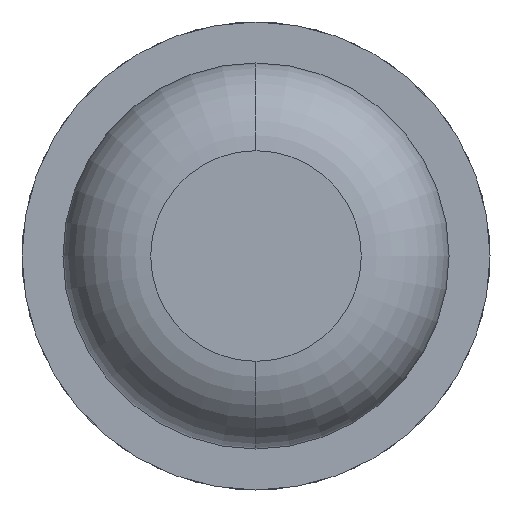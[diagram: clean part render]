
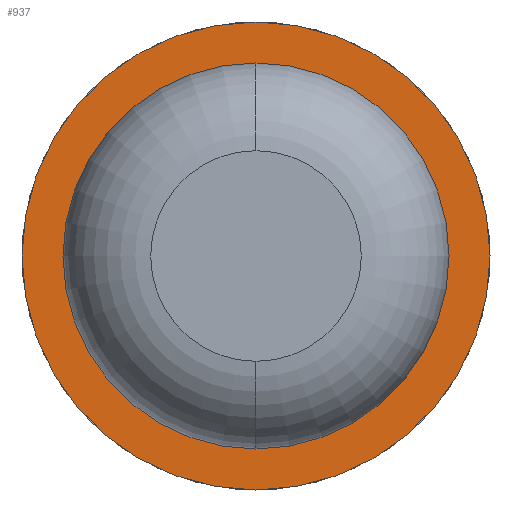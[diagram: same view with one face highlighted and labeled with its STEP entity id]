
A CAD part, front view. The second image highlights one B-rep face of the part: STEP entity #937.
In plain terms, the highlighted planar face has unit normal (0, -1, 0).
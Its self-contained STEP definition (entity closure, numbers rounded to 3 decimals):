
#35 = CARTESIAN_POINT ( 'NONE',  ( 0., -2., 0. ) ) ;
#143 = CIRCLE ( 'NONE', #2214, 0.825 ) ;
#274 = DIRECTION ( 'NONE',  ( -1., 0., 0. ) ) ;
#288 = CARTESIAN_POINT ( 'NONE',  ( 0.825, -2., 0. ) ) ;
#389 = FACE_OUTER_BOUND ( 'NONE', #934, .T. ) ;
#478 = CIRCLE ( 'NONE', #1127, 1. ) ;
#491 = ORIENTED_EDGE ( 'NONE', *, *, #754, .F. ) ;
#538 = VERTEX_POINT ( 'NONE', #1588 ) ;
#560 = AXIS2_PLACEMENT_3D ( 'NONE', #1733, #571, #1761 ) ;
#571 = DIRECTION ( 'NONE',  ( 0., 1., 0. ) ) ;
#754 = EDGE_CURVE ( 'Defeature ausgef�hrt1_2+Defeature ausgef�hrt1_1+Defeature ausgef�hrt1_1+Defeature ausgef�hrt1_1', #1866, #2171, #2920, .T. ) ;
#769 = DIRECTION ( 'NONE',  ( 0., 1., 0. ) ) ;
#800 = DIRECTION ( 'NONE',  ( -1., 0., 0. ) ) ;
#815 = PLANE ( 'NONE',  #2378 ) ;
#864 = EDGE_CURVE ( 'Defeature ausgef�hrt1_1+Defeature ausgef�hrt1_4+Defeature ausgef�hrt1_4+Defeature ausgef�hrt1_4', #1304, #538, #2075, .T. ) ;
#934 = EDGE_LOOP ( 'NONE', ( #2032, #491 ) ) ;
#937 = ADVANCED_FACE ( 'Defeature ausgef�hrt1_1', ( #389, #2117 ), #815, .F. ) ;
#939 = EDGE_CURVE ( 'Defeature ausgef�hrt1_1+Defeature ausgef�hrt1_4+Defeature ausgef�hrt1_4+Defeature ausgef�hrt1_4', #538, #1304, #143, .T. ) ;
#1063 = CARTESIAN_POINT ( 'NONE',  ( -1., -2., 0. ) ) ;
#1127 = AXIS2_PLACEMENT_3D ( 'NONE', #2594, #2629, #3053 ) ;
#1213 = DIRECTION ( 'NONE',  ( 0., 1., 0. ) ) ;
#1255 = CARTESIAN_POINT ( 'NONE',  ( 0., -2., 0. ) ) ;
#1304 = VERTEX_POINT ( 'NONE', #2909 ) ;
#1588 = CARTESIAN_POINT ( 'NONE',  ( 0., -2., 0.825 ) ) ;
#1632 = CARTESIAN_POINT ( 'NONE',  ( 1., -2., 0. ) ) ;
#1733 = CARTESIAN_POINT ( 'NONE',  ( 0., -2., 0. ) ) ;
#1761 = DIRECTION ( 'NONE',  ( -1., 0., 0. ) ) ;
#1866 = VERTEX_POINT ( 'NONE', #1632 ) ;
#2032 = ORIENTED_EDGE ( 'NONE', *, *, #2445, .F. ) ;
#2075 = CIRCLE ( 'NONE', #560, 0.825 ) ;
#2117 = FACE_BOUND ( 'NONE', #2396, .T. ) ;
#2171 = VERTEX_POINT ( 'NONE', #1063 ) ;
#2214 = AXIS2_PLACEMENT_3D ( 'NONE', #1255, #769, #2942 ) ;
#2233 = DIRECTION ( 'NONE',  ( 0., 1., 0. ) ) ;
#2352 = ORIENTED_EDGE ( 'NONE', *, *, #939, .T. ) ;
#2378 = AXIS2_PLACEMENT_3D ( 'NONE', #288, #2233, #800 ) ;
#2396 = EDGE_LOOP ( 'NONE', ( #2352, #2722 ) ) ;
#2445 = EDGE_CURVE ( 'Defeature ausgef�hrt1_2+Defeature ausgef�hrt1_1+Defeature ausgef�hrt1_1+Defeature ausgef�hrt1_1', #2171, #1866, #478, .T. ) ;
#2594 = CARTESIAN_POINT ( 'NONE',  ( 0., -2., 0. ) ) ;
#2603 = AXIS2_PLACEMENT_3D ( 'NONE', #35, #1213, #274 ) ;
#2629 = DIRECTION ( 'NONE',  ( 0., 1., 0. ) ) ;
#2722 = ORIENTED_EDGE ( 'NONE', *, *, #864, .T. ) ;
#2909 = CARTESIAN_POINT ( 'NONE',  ( 0., -2., -0.825 ) ) ;
#2920 = CIRCLE ( 'NONE', #2603, 1. ) ;
#2942 = DIRECTION ( 'NONE',  ( -1., 0., 0. ) ) ;
#3053 = DIRECTION ( 'NONE',  ( -1., 0., 0. ) ) ;
